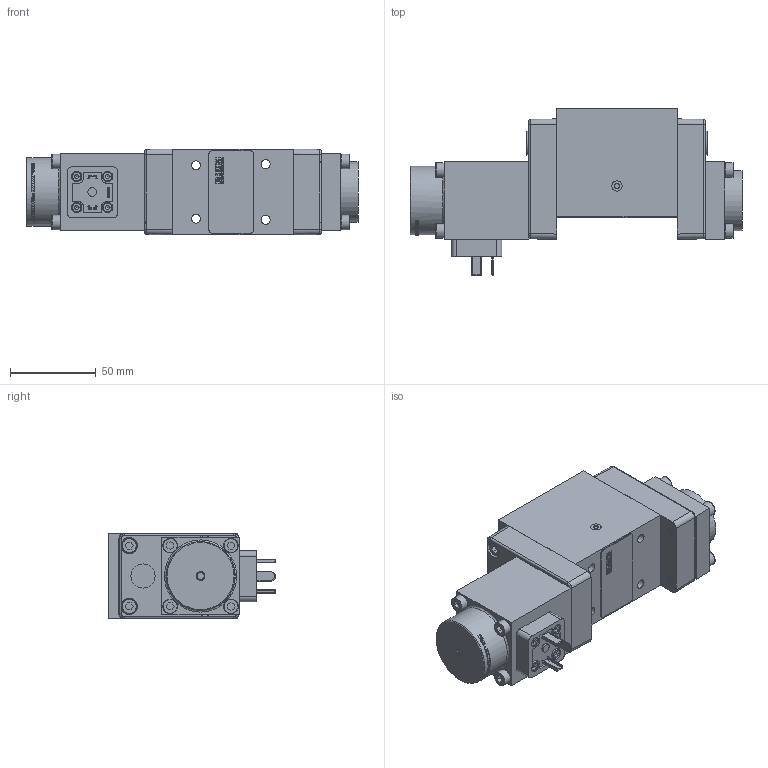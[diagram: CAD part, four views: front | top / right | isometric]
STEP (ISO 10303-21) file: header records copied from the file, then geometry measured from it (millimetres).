
FILE_DESCRIPTION (( 'STEP AP214' ), '1' );
FILE_NAME ('WV700-6-4_2_X.STEP', '2022-12-09T12:16:29', ( '' ), ( '' ), 'SwSTEP 2.0', 'SolidWorks 2020', '' );
FILE_SCHEMA (( 'AUTOMOTIVE_DESIGN' ));
Length unit declared in the file: millimetre
Products named in the file (1): WV700-6-4_2_X
Bounding box: 193.2 x 97 x 50 mm (x, y, z)
Volume: 492015.3 mm3; surface area: 64209.8 mm2
Topology: 1 solids, 13 shells, 1314 faces, 3327 edges, 2154 vertices
Faces by surface type: plane 704, bspline 333, cylinder 225, cone 52
Full cylindrical faces by diameter (mm): 2.8 x1, 4 x1, 4.019 x4, 4.2 x16, 4.95 x1, 5 x2, 5.3 x4, 5.5 x4, 5.9 x3, 6 x5, 6.05 x2, 6.06 x1, 8 x2, 8.5 x12, 8.936 x1, 8.966 x1, 8.99 x1, 9.12 x1, 9.761 x1, 9.886 x1, 9.902 x1, 10 x2, 10.008 x2, 10.1 x1, 12.35 x4, 14 x4, 35 x1, 37.377 x1, 40 x1
Entity records: 54422 total; most frequent: CARTESIAN_POINT 25728, ORIENTED_EDGE 6164, DIRECTION 4926, EDGE_CURVE 3082, VERTEX_POINT 2075, LINE 1764, VECTOR 1764, EDGE_LOOP 1613
